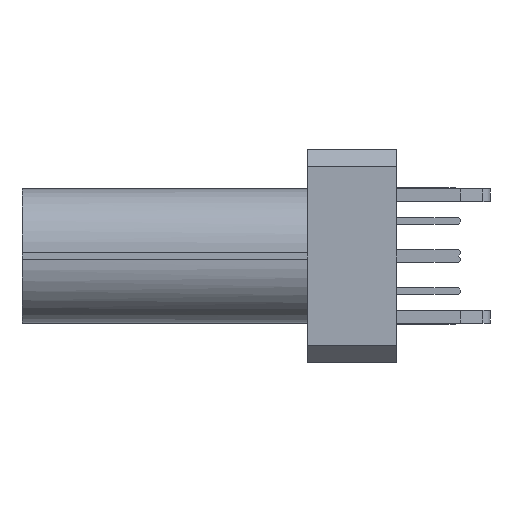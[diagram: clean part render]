
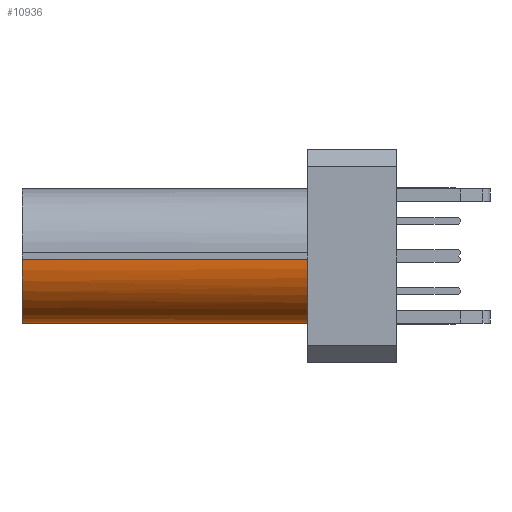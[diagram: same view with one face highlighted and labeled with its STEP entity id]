
A CAD part, left-side view. The second image highlights one B-rep face of the part: STEP entity #10936.
In plain terms, the highlighted cylindrical face has radius 1.5 mm (diameter 3 mm), a partial arc.
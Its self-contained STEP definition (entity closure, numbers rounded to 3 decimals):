
#887=CARTESIAN_POINT('',(-10.77,10.04,-2.58));
#888=DIRECTION('',(0.,1.,0.));
#889=DIRECTION('',(0.,0.,-1.));
#890=AXIS2_PLACEMENT_3D('',#887,#888,#889);
#1169=CARTESIAN_POINT('',(-10.77,10.04,-2.58));
#1170=DIRECTION('',(0.,1.,0.));
#1171=DIRECTION('',(-0.626,0.,-0.78));
#1172=AXIS2_PLACEMENT_3D('',#1169,#1170,#1171);
#1178=DIRECTION('',(0.,1.,0.));
#1179=VECTOR('',#1178,6.7);
#1180=CARTESIAN_POINT('',(-10.77,10.04,-4.08));
#1181=LINE('',#1180,#1179);
#1182=DIRECTION('',(0.,-1.,0.));
#1183=VECTOR('',#1182,6.7);
#1184=CARTESIAN_POINT('',(-12.27,16.74,-2.58));
#1185=LINE('',#1184,#1183);
#2485=CARTESIAN_POINT('',(-10.77,16.74,-2.58));
#2486=DIRECTION('',(0.,-1.,0.));
#2487=DIRECTION('',(-1.,0.,0.));
#2488=AXIS2_PLACEMENT_3D('',#2485,#2486,#2487);
#7836=CARTESIAN_POINT('',(-10.77,16.74,-4.08));
#7837=VERTEX_POINT('',#7836);
#7838=CARTESIAN_POINT('',(-10.77,10.04,-4.08));
#7839=VERTEX_POINT('',#7838);
#8241=CARTESIAN_POINT('',(-11.709,10.04,-3.75));
#8243=VERTEX_POINT('',#8241);
#8358=CARTESIAN_POINT('',(-12.27,10.04,-2.58));
#8360=VERTEX_POINT('',#8358);
#8375=CARTESIAN_POINT('',(-12.27,16.74,-2.58));
#8376=VERTEX_POINT('',#8375);
#10922=CARTESIAN_POINT('',(-10.77,25.04,-2.58));
#10923=DIRECTION('',(0.,-1.,0.));
#10924=DIRECTION('',(0.,0.,-1.));
#10925=AXIS2_PLACEMENT_3D('',#10922,#10923,#10924);
#10926=CYLINDRICAL_SURFACE('',#10925,1.5);
#10927=ORIENTED_EDGE('',*,*,#10883,.F.);
#10928=ORIENTED_EDGE('',*,*,#10381,.F.);
#10930=ORIENTED_EDGE('',*,*,#10929,.T.);
#10932=ORIENTED_EDGE('',*,*,#10931,.F.);
#10933=ORIENTED_EDGE('',*,*,#10901,.T.);
#10934=EDGE_LOOP('',(#10927,#10928,#10930,#10932,#10933));
#10935=FACE_OUTER_BOUND('',#10934,.F.);
#891=CIRCLE('',#890,1.5);
#1173=CIRCLE('',#1172,1.5);
#2489=CIRCLE('',#2488,1.5);
#10381=EDGE_CURVE('',#7839,#8243,#891,.T.);
#10883=EDGE_CURVE('',#8243,#8360,#1173,.T.);
#10901=EDGE_CURVE('',#8376,#8360,#1185,.T.);
#10929=EDGE_CURVE('',#7839,#7837,#1181,.T.);
#10931=EDGE_CURVE('',#8376,#7837,#2489,.T.);
#10936=ADVANCED_FACE('',(#10935),#10926,.T.);
